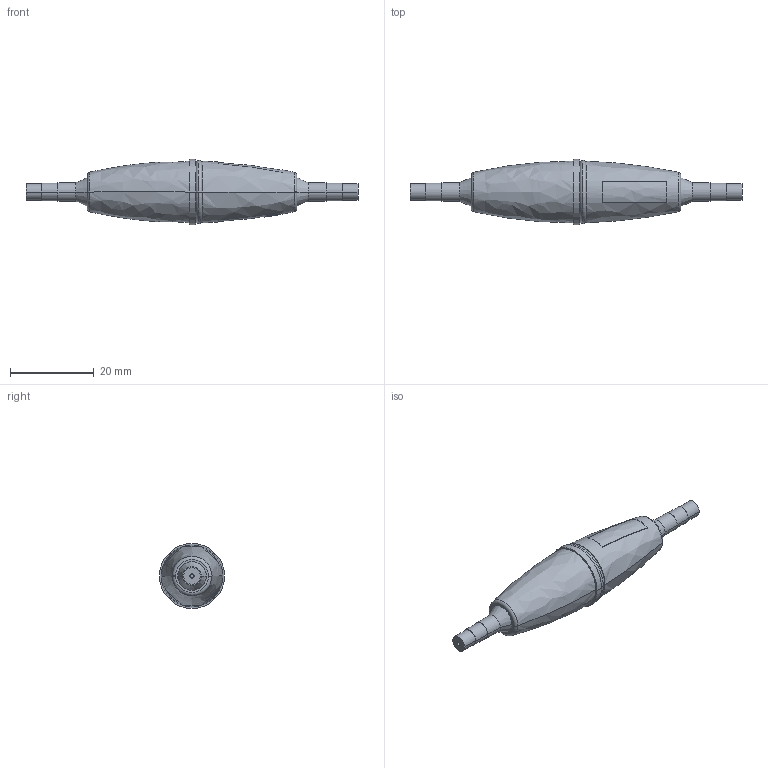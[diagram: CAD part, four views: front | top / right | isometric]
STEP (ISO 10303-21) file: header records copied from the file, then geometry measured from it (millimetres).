
FILE_DESCRIPTION(('STEP AP242'),'1');
FILE_NAME('fx0385.stp','2023-08-10T08:35:02',('TraceParts'),('TraceParts S.A.'),'Spatial InterOp 3D',' ',' ');
FILE_SCHEMA(('AP242_MANAGED_MODEL_BASED_3D_ENGINEERING_MIM_LF {1 0 10303 442 1 1 4}'));
Length unit declared in the file: millimetre
Products named in the file (1): fx0385
Bounding box: 79.07 x 15.49 x 15.49 mm (x, y, z)
Volume: 7050.6 mm3; surface area: 2833.1 mm2
Topology: 1 solids, 1 shells, 101 faces, 229 edges, 148 vertices
Faces by surface type: plane 38, cylinder 22, extrusion 14, torus 12, bspline 11, cone 4
Entity records: 3386 total; most frequent: CARTESIAN_POINT 1189, ORIENTED_EDGE 458, DIRECTION 421, EDGE_CURVE 229, AXIS2_PLACEMENT_3D 171, VERTEX_POINT 148, EDGE_LOOP 119, ADVANCED_FACE 101
